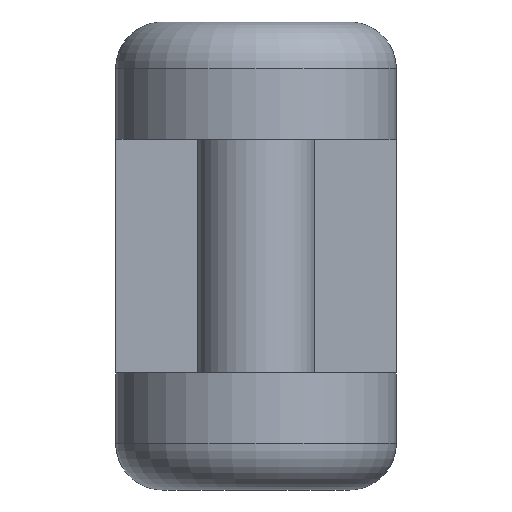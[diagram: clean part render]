
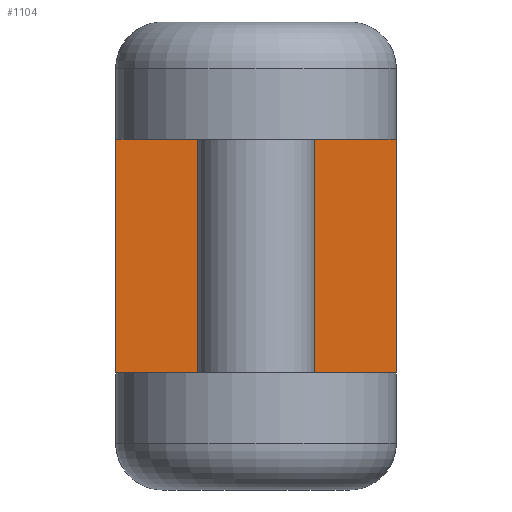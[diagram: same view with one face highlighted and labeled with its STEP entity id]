
A CAD part, front view. The second image highlights one B-rep face of the part: STEP entity #1104.
In plain terms, the highlighted planar face has unit normal (0, -1, 0).
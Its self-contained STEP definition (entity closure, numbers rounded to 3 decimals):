
#28 = VECTOR ( 'NONE', #1045, 1000. ) ;
#84 = LINE ( 'NONE', #945, #28 ) ;
#116 = CARTESIAN_POINT ( 'NONE',  ( 0., -37.5, -25. ) ) ;
#119 = CARTESIAN_POINT ( 'NONE',  ( -60., -37.5, -25. ) ) ;
#182 = VECTOR ( 'NONE', #506, 1000. ) ;
#190 = ORIENTED_EDGE ( 'NONE', *, *, #1065, .T. ) ;
#207 = CARTESIAN_POINT ( 'NONE',  ( 0., -37.5, -30. ) ) ;
#212 = CARTESIAN_POINT ( 'NONE',  ( -60., -37.5, 30. ) ) ;
#223 = EDGE_CURVE ( 'NONE', #1085, #225, #783, .T. ) ;
#225 = VERTEX_POINT ( 'NONE', #1056 ) ;
#313 = DIRECTION ( 'NONE',  ( -1., 0., 0. ) ) ;
#379 = VERTEX_POINT ( 'NONE', #707 ) ;
#400 = AXIS2_PLACEMENT_3D ( 'NONE', #212, #962, #428 ) ;
#428 = DIRECTION ( 'NONE',  ( 0., 0., -1. ) ) ;
#506 = DIRECTION ( 'NONE',  ( 0., 0., 1. ) ) ;
#533 = ORIENTED_EDGE ( 'NONE', *, *, #559, .T. ) ;
#559 = EDGE_CURVE ( 'NONE', #1085, #609, #84, .T. ) ;
#609 = VERTEX_POINT ( 'NONE', #116 ) ;
#663 = FACE_OUTER_BOUND ( 'NONE', #1113, .T. ) ;
#686 = LINE ( 'NONE', #207, #920 ) ;
#707 = CARTESIAN_POINT ( 'NONE',  ( 0., -37.5, 25. ) ) ;
#778 = CARTESIAN_POINT ( 'NONE',  ( -60., -37.5, -30. ) ) ;
#783 = LINE ( 'NONE', #778, #182 ) ;
#901 = VECTOR ( 'NONE', #313, 1000. ) ;
#919 = ORIENTED_EDGE ( 'NONE', *, *, #223, .F. ) ;
#920 = VECTOR ( 'NONE', #957, 1000. ) ;
#945 = CARTESIAN_POINT ( 'NONE',  ( -60., -37.5, -25. ) ) ;
#957 = DIRECTION ( 'NONE',  ( 0., 0., 1. ) ) ;
#962 = DIRECTION ( 'NONE',  ( 0., -1., 0. ) ) ;
#1009 = ORIENTED_EDGE ( 'NONE', *, *, #1072, .T. ) ;
#1045 = DIRECTION ( 'NONE',  ( 1., 0., 0. ) ) ;
#1056 = CARTESIAN_POINT ( 'NONE',  ( -60., -37.5, 25. ) ) ;
#1059 = PLANE ( 'NONE',  #400 ) ;
#1065 = EDGE_CURVE ( 'NONE', #609, #379, #686, .T. ) ;
#1072 = EDGE_CURVE ( 'NONE', #379, #225, #1175, .T. ) ;
#1085 = VERTEX_POINT ( 'NONE', #119 ) ;
#1104 = ADVANCED_FACE ( 'NONE', ( #663 ), #1059, .T. ) ;
#1113 = EDGE_LOOP ( 'NONE', ( #1009, #919, #533, #190 ) ) ;
#1155 = CARTESIAN_POINT ( 'NONE',  ( -60., -37.5, 25. ) ) ;
#1175 = LINE ( 'NONE', #1155, #901 ) ;
